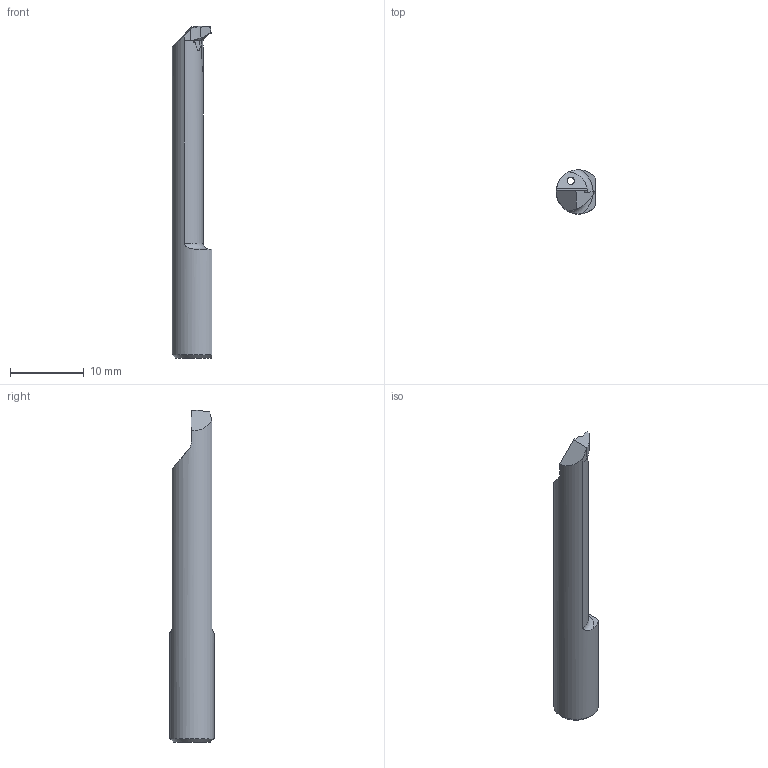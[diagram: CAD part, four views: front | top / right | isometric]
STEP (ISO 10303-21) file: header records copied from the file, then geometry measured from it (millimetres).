
FILE_DESCRIPTION (( 'STEP AP203' ), '1' );
FILE_NAME ('RP70.6-30.step', '2023-11-02T09:43:32', ( '' ), ( '' ), 'SwSTEP 2.0', 'SolidWorks 2022', '' );
FILE_SCHEMA (( 'CONFIG_CONTROL_DESIGN' ));
Length unit declared in the file: millimetre
Products named in the file (1): RP70.6-30
Bounding box: 5.35 x 6 x 45 mm (x, y, z)
Volume: 815.9 mm3; surface area: 855.2 mm2
Topology: 1 solids, 1 shells, 33 faces, 89 edges, 58 vertices
Faces by surface type: plane 17, cylinder 8, torus 4, cone 4
Full cylindrical faces by diameter (mm): 1 x1
Entity records: 1167 total; most frequent: CARTESIAN_POINT 328, ORIENTED_EDGE 174, DIRECTION 140, EDGE_CURVE 87, VERTEX_POINT 57, AXIS2_PLACEMENT_3D 50, VECTOR 40, LINE 40
